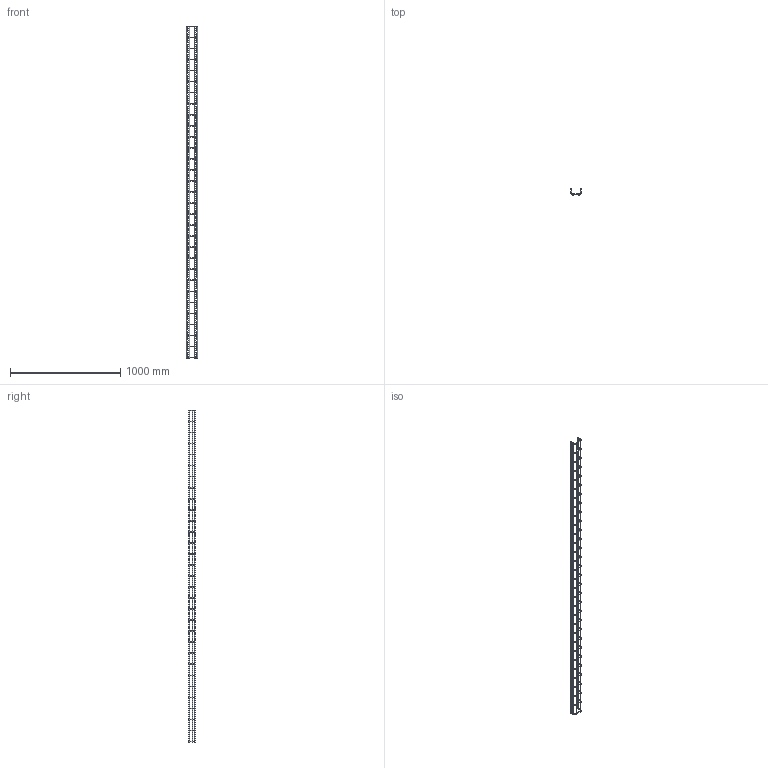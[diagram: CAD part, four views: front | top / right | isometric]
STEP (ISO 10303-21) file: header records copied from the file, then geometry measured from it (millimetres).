
FILE_DESCRIPTION (( 'STEP AP214' ), '1' );
FILE_NAME ('6000909_KSTP1.stp', '2018-08-29T06:21:29', ( '' ), ( '' ), 'SwSTEP 2.0', 'SolidWorks 2016', '' );
FILE_SCHEMA (( 'AUTOMOTIVE_DESIGN' ));
Length unit declared in the file: millimetre
Products named in the file (1): 6000909_KSTP1
Bounding box: 100 x 55 x 3007.9 mm (x, y, z)
Volume: 639235.2 mm3; surface area: 429884 mm2
Topology: 1 solids, 1 shells, 396 faces, 1648 edges, 1016 vertices
Faces by surface type: cylinder 198, torus 124, plane 74
Entity records: 27590 total; most frequent: CARTESIAN_POINT 14469, ORIENTED_EDGE 3296, DIRECTION 2342, EDGE_CURVE 1648, VERTEX_POINT 1016, AXIS2_PLACEMENT_3D 917, B_SPLINE_CURVE_WITH_KNOTS 620, CIRCLE 520
